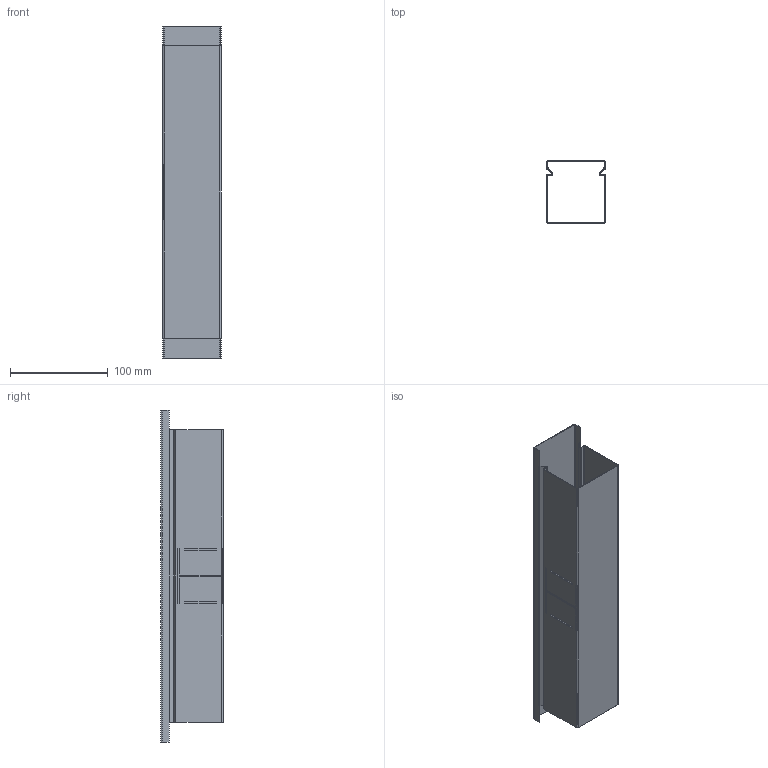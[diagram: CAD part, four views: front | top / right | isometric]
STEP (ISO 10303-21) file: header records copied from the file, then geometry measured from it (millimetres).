
FILE_DESCRIPTION (( 'STEP AP214' ), '1' );
FILE_NAME ('6249671.stp', '2016-09-29T12:59:17', ( '' ), ( '' ), 'SwSTEP 2.0', 'SolidWorks 2014', '' );
FILE_SCHEMA (( 'AUTOMOTIVE_DESIGN' ));
Length unit declared in the file: millimetre
Products named in the file (5): LKM_60060_T_einbauz.1; Oberteil.1; 6249671
Assembly tree (4 placements, depth 3):
  6249671
    Oberteil.1
      Oberteil.1
    LKM_60060_T_einbauz.1
      LKM_60060_T_einbauz.1
Bounding box: 60.05 x 63.7 x 340 mm (x, y, z)
Volume: 59961.6 mm3; surface area: 161584.7 mm2
Topology: 2 solids, 2 shells, 71 faces, 203 edges, 134 vertices
Faces by surface type: plane 48, cylinder 23
Entity records: 3222 total; most frequent: CARTESIAN_POINT 417, DIRECTION 409, ORIENTED_EDGE 406, EDGE_CURVE 203, LINE 157, VECTOR 157, VERTEX_POINT 134, AXIS2_PLACEMENT_3D 126
